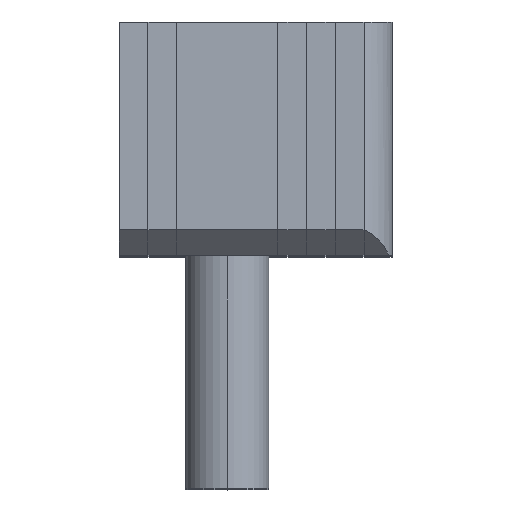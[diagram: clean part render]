
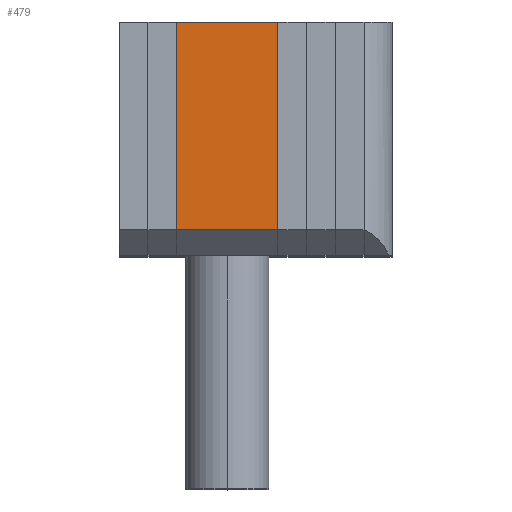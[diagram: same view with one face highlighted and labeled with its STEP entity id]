
A CAD part, top view. The second image highlights one B-rep face of the part: STEP entity #479.
In plain terms, the highlighted planar face has unit normal (0, 0, 1).
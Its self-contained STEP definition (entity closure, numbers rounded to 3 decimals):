
#111 = ORIENTED_EDGE ( 'NONE', *, *, #5849, .T. ) ;
#120 = PLANE ( 'NONE',  #4797 ) ;
#194 = CARTESIAN_POINT ( 'NONE',  ( -2.6, 0., 30. ) ) ;
#277 = VECTOR ( 'NONE', #2527, 1000. ) ;
#384 = CARTESIAN_POINT ( 'NONE',  ( 2.6, 6.5, 30. ) ) ;
#422 = DIRECTION ( 'NONE',  ( 0., -1., 0. ) ) ;
#479 = ADVANCED_FACE ( 'NONE', ( #7389 ), #120, .F. ) ;
#708 = CARTESIAN_POINT ( 'NONE',  ( 2.6, -4.2, 30. ) ) ;
#1251 = VERTEX_POINT ( 'NONE', #4821 ) ;
#1359 = CARTESIAN_POINT ( 'NONE',  ( 2.6, 0., 30. ) ) ;
#1492 = LINE ( 'NONE', #6346, #7016 ) ;
#2197 = VECTOR ( 'NONE', #422, 1000. ) ;
#2527 = DIRECTION ( 'NONE',  ( -1., 0., 0. ) ) ;
#2880 = EDGE_CURVE ( 'NONE', #4650, #2975, #5041, .T. ) ;
#2928 = VECTOR ( 'NONE', #7582, 1000. ) ;
#2975 = VERTEX_POINT ( 'NONE', #4563 ) ;
#3281 = EDGE_CURVE ( 'NONE', #1251, #2975, #6148, .T. ) ;
#3401 = EDGE_LOOP ( 'NONE', ( #5258, #7664, #7150, #111 ) ) ;
#4563 = CARTESIAN_POINT ( 'NONE',  ( -2.6, -4.2, 30. ) ) ;
#4650 = VERTEX_POINT ( 'NONE', #7417 ) ;
#4797 = AXIS2_PLACEMENT_3D ( 'NONE', #1359, #6251, #7428 ) ;
#4821 = CARTESIAN_POINT ( 'NONE',  ( 2.6, -4.2, 30. ) ) ;
#4987 = DIRECTION ( 'NONE',  ( -1., 0., 0. ) ) ;
#5041 = LINE ( 'NONE', #194, #2928 ) ;
#5258 = ORIENTED_EDGE ( 'NONE', *, *, #2880, .T. ) ;
#5849 = EDGE_CURVE ( 'NONE', #7205, #4650, #1492, .T. ) ;
#5858 = CARTESIAN_POINT ( 'NONE',  ( 2.6, 0., 30. ) ) ;
#6013 = EDGE_CURVE ( 'NONE', #7205, #1251, #6456, .T. ) ;
#6148 = LINE ( 'NONE', #708, #277 ) ;
#6251 = DIRECTION ( 'NONE',  ( 0., 0., -1. ) ) ;
#6346 = CARTESIAN_POINT ( 'NONE',  ( 2.6, 6.5, 30. ) ) ;
#6456 = LINE ( 'NONE', #5858, #2197 ) ;
#7016 = VECTOR ( 'NONE', #4987, 1000. ) ;
#7150 = ORIENTED_EDGE ( 'NONE', *, *, #6013, .F. ) ;
#7205 = VERTEX_POINT ( 'NONE', #384 ) ;
#7389 = FACE_OUTER_BOUND ( 'NONE', #3401, .T. ) ;
#7417 = CARTESIAN_POINT ( 'NONE',  ( -2.6, 6.5, 30. ) ) ;
#7428 = DIRECTION ( 'NONE',  ( -1., 0., 0. ) ) ;
#7582 = DIRECTION ( 'NONE',  ( 0., -1., 0. ) ) ;
#7664 = ORIENTED_EDGE ( 'NONE', *, *, #3281, .F. ) ;
